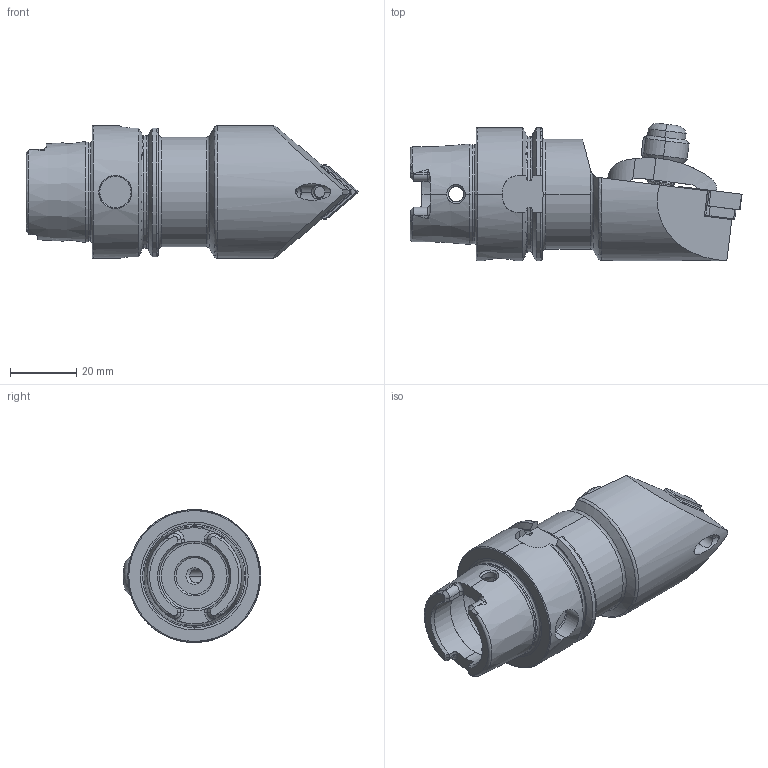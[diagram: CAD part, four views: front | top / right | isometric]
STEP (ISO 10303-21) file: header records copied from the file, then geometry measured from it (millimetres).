
FILE_DESCRIPTION (( 'STEP AP203' ), '1' );
FILE_NAME ('HA4.KCD.NMA.080.STEP', '2018-02-12T15:51:45', ( 'SWIAdmin' ), ( 'Hewlett-Packard Company' ), 'SwSTEP 2.0', 'SolidWorks 2017', '' );
FILE_SCHEMA (( 'CONFIG_CONTROL_DESIGN' ));
Length unit declared in the file: millimetre
Products named in the file (10): HA4.KCD.NMA.080; WCD-ER2.101.003_A; WCC-ER2.001.010_A; WCC-ER3.102.024_C; WCC-ER5.102.012_B; WCC-ER5.102.005_A; WCC-ER4.103.032_A; HA4-KCD.NMA.080_A_Fertigbearbeitung; KVT_MB_600_050; CNMG120404
Assembly tree (9 placements, depth 2):
  HA4.KCD.NMA.080
    HA4-KCD.NMA.080_A_Fertigbearbeitung
    CNMG120404
    WCD-ER2.101.003_A
    WCC-ER2.001.010_A
    WCC-ER3.102.024_C
    WCC-ER5.102.012_B
    WCC-ER5.102.005_A
    WCC-ER4.103.032_A
    KVT_MB_600_050
Bounding box: 99.9 x 41.35 x 40 mm (x, y, z)
Volume: 64640.8 mm3; surface area: 21588.8 mm2
Topology: 12 solids, 12 shells, 469 faces, 1169 edges, 712 vertices
Faces by surface type: cylinder 154, plane 129, cone 104, torus 64, bspline 16, sphere 2
Entity records: 17013 total; most frequent: CARTESIAN_POINT 5085, ORIENTED_EDGE 2304, DIRECTION 2282, EDGE_CURVE 1152, AXIS2_PLACEMENT_3D 915, VERTEX_POINT 709, EDGE_LOOP 497, ADVANCED_FACE 469
